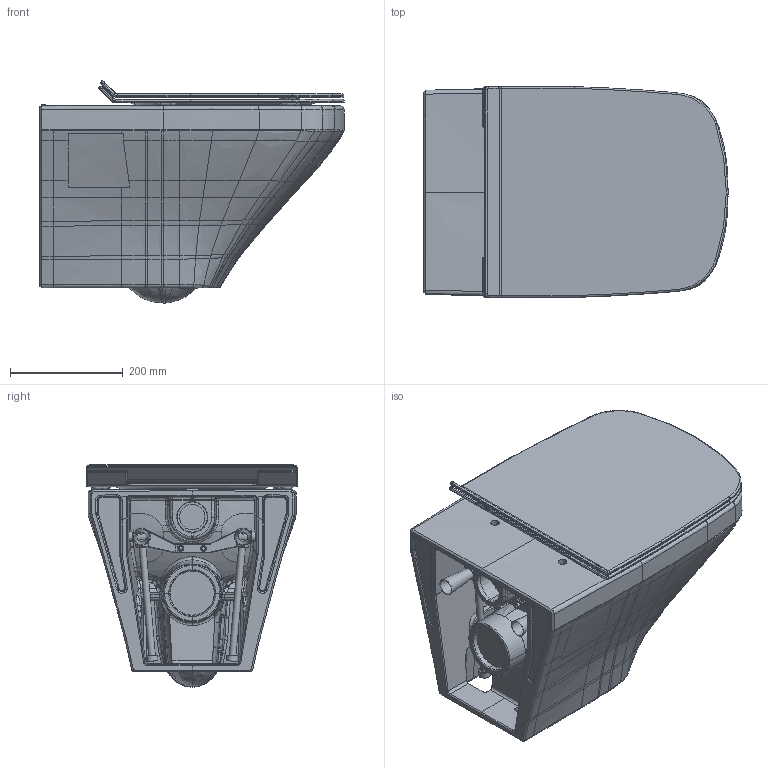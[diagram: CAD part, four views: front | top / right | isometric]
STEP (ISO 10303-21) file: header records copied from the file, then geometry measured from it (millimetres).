
FILE_DESCRIPTION((''),'2;1');
FILE_NAME('255209.stp','2014-10-25T13:48:25',('Administrator'),(''),'Autodesk Inventor 2011','Autodesk Inventor 2011','');
FILE_SCHEMA(('CONFIG_CONTROL_DESIGN'));
Length unit declared in the file: millimetre
Products named in the file (8): 255209; DURAFix Befestigung; DURAVIX Befestigung; DuraStyle WC-Sitz mittel; Deckel mittel; Sitz mittel; Gummipuffer
Assembly tree (12 placements, depth 3):
  255209
    255209
    DURAFix Befestigung
      DURAVIX Befestigung
    DuraStyle WC-Sitz mittel
      Deckel mittel
      Sitz mittel
      Gummipuffer  x6
Bounding box: 540 x 374.52 x 394.6 mm (x, y, z)
Volume: 19814819 mm3; surface area: 1819896.2 mm2
Topology: 15 solids, 15 shells, 1874 faces, 4314 edges, 2455 vertices
Faces by surface type: bspline 1376, cylinder 196, plane 141, torus 91, sphere 50, cone 20
Full cylindrical faces by diameter (mm): 6 x4, 10 x2, 12 x2, 15 x2, 17 x4, 18 x2, 19 x6, 20 x2
Entity records: 175812 total; most frequent: CARTESIAN_POINT 142326, ORIENTED_EDGE 8342, DIRECTION 4257, EDGE_CURVE 4171, VERTEX_POINT 2400, B_SPLINE_CURVE_WITH_KNOTS 2264, EDGE_LOOP 1913, AXIS2_PLACEMENT_3D 1870
